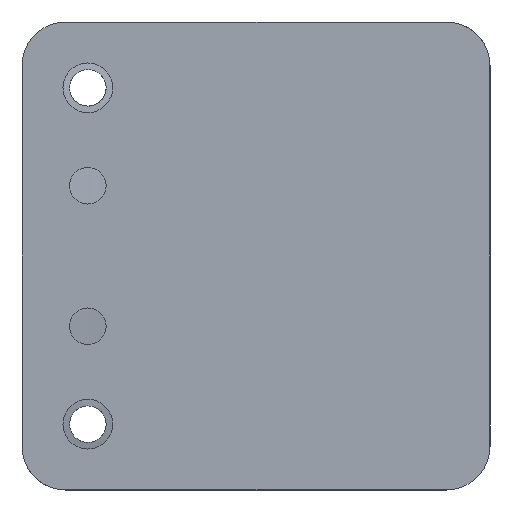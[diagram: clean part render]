
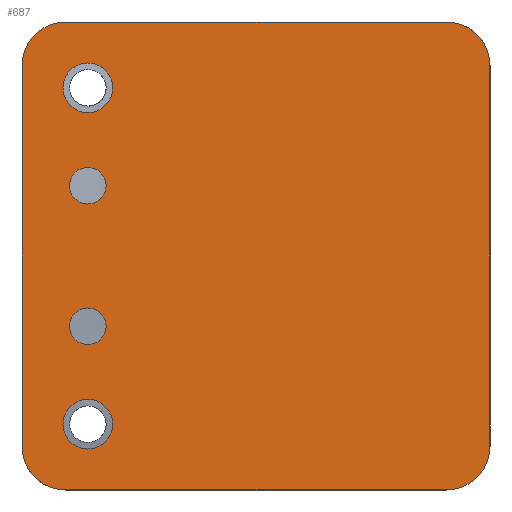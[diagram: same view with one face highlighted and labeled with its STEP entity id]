
A CAD part, front view. The second image highlights one B-rep face of the part: STEP entity #687.
In plain terms, the highlighted planar face has unit normal (0, -1, 0).
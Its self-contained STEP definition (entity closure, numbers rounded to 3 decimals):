
#42 = VERTEX_POINT ( 'NONE', #2398 ) ;
#106 = DIRECTION ( 'NONE',  ( 0., 0., -1. ) ) ;
#122 = DIRECTION ( 'NONE',  ( 0., 0., 1. ) ) ;
#146 = VERTEX_POINT ( 'NONE', #3463 ) ;
#177 = FACE_BOUND ( 'NONE', #2999, .T. ) ;
#178 = CARTESIAN_POINT ( 'NONE',  ( 6.5, 0., -8. ) ) ;
#187 = CIRCLE ( 'NONE', #2607, 0.625 ) ;
#191 = CARTESIAN_POINT ( 'NONE',  ( -5.75, 0., 1.775 ) ) ;
#197 = CARTESIAN_POINT ( 'NONE',  ( 0., 0., 0. ) ) ;
#209 = EDGE_CURVE ( 'NONE', #1252, #1033, #2764, .T. ) ;
#212 = FACE_BOUND ( 'NONE', #1608, .T. ) ;
#366 = EDGE_CURVE ( 'NONE', #1471, #888, #1631, .T. ) ;
#396 = DIRECTION ( 'NONE',  ( 0., 0., 1. ) ) ;
#399 = DIRECTION ( 'NONE',  ( 0., 0., 1. ) ) ;
#402 = DIRECTION ( 'NONE',  ( 0., 0., 1. ) ) ;
#413 = CARTESIAN_POINT ( 'NONE',  ( 6.5, 0., 6.5 ) ) ;
#433 = CARTESIAN_POINT ( 'NONE',  ( -5.75, 0., -2.4 ) ) ;
#445 = EDGE_CURVE ( 'NONE', #1047, #3107, #2706, .T. ) ;
#478 = ORIENTED_EDGE ( 'NONE', *, *, #838, .T. ) ;
#486 = EDGE_LOOP ( 'NONE', ( #2105, #618, #1889, #478, #1597, #1273, #2898, #558 ) ) ;
#516 = AXIS2_PLACEMENT_3D ( 'NONE', #869, #1952, #3022 ) ;
#517 = CARTESIAN_POINT ( 'NONE',  ( -6.5, 0., -6.5 ) ) ;
#544 = DIRECTION ( 'NONE',  ( 0., 0., -1. ) ) ;
#549 = DIRECTION ( 'NONE',  ( 0., 0., 1. ) ) ;
#558 = ORIENTED_EDGE ( 'NONE', *, *, #2089, .T. ) ;
#618 = ORIENTED_EDGE ( 'NONE', *, *, #3037, .T. ) ;
#648 = DIRECTION ( 'NONE',  ( 0., 1., 0. ) ) ;
#666 = EDGE_CURVE ( 'NONE', #1728, #3107, #2608, .T. ) ;
#687 = ADVANCED_FACE ( 'NONE', ( #177, #212, #2910, #2334, #3398 ), #2071, .F. ) ;
#695 = VECTOR ( 'NONE', #1981, 1000. ) ;
#714 = AXIS2_PLACEMENT_3D ( 'NONE', #197, #1267, #2350 ) ;
#838 = EDGE_CURVE ( 'NONE', #1344, #1393, #987, .T. ) ;
#869 = CARTESIAN_POINT ( 'NONE',  ( -5.75, 0., -2.4 ) ) ;
#884 = EDGE_CURVE ( 'NONE', #2660, #1084, #2246, .T. ) ;
#888 = VERTEX_POINT ( 'NONE', #2314 ) ;
#893 = CARTESIAN_POINT ( 'NONE',  ( -8., 0., 6.5 ) ) ;
#912 = DIRECTION ( 'NONE',  ( 0., 1., 0. ) ) ;
#936 = DIRECTION ( 'NONE',  ( 0., 0., 1. ) ) ;
#946 = CARTESIAN_POINT ( 'NONE',  ( -5.75, 0., 2.4 ) ) ;
#954 = VERTEX_POINT ( 'NONE', #1229 ) ;
#975 = CARTESIAN_POINT ( 'NONE',  ( -5.75, 0., -6.6 ) ) ;
#979 = AXIS2_PLACEMENT_3D ( 'NONE', #2430, #2149, #1865 ) ;
#987 = CIRCLE ( 'NONE', #2187, 1.5 ) ;
#991 = ORIENTED_EDGE ( 'NONE', *, *, #2111, .F. ) ;
#1033 = VERTEX_POINT ( 'NONE', #3133 ) ;
#1038 = DIRECTION ( 'NONE',  ( 0., 0., 1. ) ) ;
#1047 = VERTEX_POINT ( 'NONE', #2858 ) ;
#1062 = CARTESIAN_POINT ( 'NONE',  ( -5.75, 0., 4.9 ) ) ;
#1084 = VERTEX_POINT ( 'NONE', #975 ) ;
#1097 = DIRECTION ( 'NONE',  ( 0., 0., 1. ) ) ;
#1098 = CIRCLE ( 'NONE', #979, 0.85 ) ;
#1140 = CIRCLE ( 'NONE', #516, 0.625 ) ;
#1145 = EDGE_CURVE ( 'NONE', #1084, #2660, #1098, .T. ) ;
#1199 = CARTESIAN_POINT ( 'NONE',  ( -8., 0., 8. ) ) ;
#1229 = CARTESIAN_POINT ( 'NONE',  ( -5.75, 0., 3.025 ) ) ;
#1233 = DIRECTION ( 'NONE',  ( 0., 0., -1. ) ) ;
#1252 = VERTEX_POINT ( 'NONE', #1062 ) ;
#1267 = DIRECTION ( 'NONE',  ( 0., 1., 0. ) ) ;
#1270 = EDGE_CURVE ( 'NONE', #1033, #1252, #1893, .T. ) ;
#1273 = ORIENTED_EDGE ( 'NONE', *, *, #445, .T. ) ;
#1275 = DIRECTION ( 'NONE',  ( 0., 0., -1. ) ) ;
#1301 = AXIS2_PLACEMENT_3D ( 'NONE', #946, #2036, #1233 ) ;
#1344 = VERTEX_POINT ( 'NONE', #3329 ) ;
#1393 = VERTEX_POINT ( 'NONE', #893 ) ;
#1423 = AXIS2_PLACEMENT_3D ( 'NONE', #2756, #2983, #549 ) ;
#1431 = CARTESIAN_POINT ( 'NONE',  ( -6.5, 0., 6.5 ) ) ;
#1449 = AXIS2_PLACEMENT_3D ( 'NONE', #2016, #912, #122 ) ;
#1471 = VERTEX_POINT ( 'NONE', #3146 ) ;
#1496 = LINE ( 'NONE', #1199, #695 ) ;
#1513 = LINE ( 'NONE', #1714, #2225 ) ;
#1518 = ORIENTED_EDGE ( 'NONE', *, *, #366, .F. ) ;
#1552 = CARTESIAN_POINT ( 'NONE',  ( -6.5, 0., -8. ) ) ;
#1588 = EDGE_CURVE ( 'NONE', #1047, #1393, #3460, .T. ) ;
#1597 = ORIENTED_EDGE ( 'NONE', *, *, #1588, .F. ) ;
#1608 = EDGE_LOOP ( 'NONE', ( #2881, #2548 ) ) ;
#1631 = CIRCLE ( 'NONE', #2532, 0.625 ) ;
#1705 = CIRCLE ( 'NONE', #1423, 1.5 ) ;
#1714 = CARTESIAN_POINT ( 'NONE',  ( 8., 0., -8. ) ) ;
#1728 = VERTEX_POINT ( 'NONE', #178 ) ;
#1732 = ORIENTED_EDGE ( 'NONE', *, *, #1788, .F. ) ;
#1739 = DIRECTION ( 'NONE',  ( 0., 1., 0. ) ) ;
#1788 = EDGE_CURVE ( 'NONE', #954, #2331, #2828, .T. ) ;
#1821 = ORIENTED_EDGE ( 'NONE', *, *, #2561, .F. ) ;
#1828 = EDGE_LOOP ( 'NONE', ( #2771, #2792 ) ) ;
#1865 = DIRECTION ( 'NONE',  ( 0., 0., 1. ) ) ;
#1889 = ORIENTED_EDGE ( 'NONE', *, *, #2268, .F. ) ;
#1893 = CIRCLE ( 'NONE', #2960, 0.85 ) ;
#1929 = VERTEX_POINT ( 'NONE', #2682 ) ;
#1952 = DIRECTION ( 'NONE',  ( 0., -1., 0. ) ) ;
#1954 = CIRCLE ( 'NONE', #3018, 1.5 ) ;
#1981 = DIRECTION ( 'NONE',  ( 1., 0., 0. ) ) ;
#2016 = CARTESIAN_POINT ( 'NONE',  ( -5.75, 0., -5.75 ) ) ;
#2036 = DIRECTION ( 'NONE',  ( 0., -1., 0. ) ) ;
#2071 = PLANE ( 'NONE',  #714 ) ;
#2085 = CARTESIAN_POINT ( 'NONE',  ( -8., 0., -8. ) ) ;
#2089 = EDGE_CURVE ( 'NONE', #1728, #42, #1705, .T. ) ;
#2105 = ORIENTED_EDGE ( 'NONE', *, *, #2252, .F. ) ;
#2111 = EDGE_CURVE ( 'NONE', #888, #1471, #1140, .T. ) ;
#2123 = VECTOR ( 'NONE', #3153, 1000. ) ;
#2149 = DIRECTION ( 'NONE',  ( 0., 1., 0. ) ) ;
#2187 = AXIS2_PLACEMENT_3D ( 'NONE', #1431, #2822, #402 ) ;
#2225 = VECTOR ( 'NONE', #106, 1000. ) ;
#2246 = CIRCLE ( 'NONE', #1449, 0.85 ) ;
#2247 = CARTESIAN_POINT ( 'NONE',  ( -5.75, 0., -4.9 ) ) ;
#2252 = EDGE_CURVE ( 'NONE', #146, #42, #1513, .T. ) ;
#2258 = EDGE_LOOP ( 'NONE', ( #1518, #991 ) ) ;
#2268 = EDGE_CURVE ( 'NONE', #1344, #1929, #1496, .T. ) ;
#2274 = DIRECTION ( 'NONE',  ( 0., -1., 0. ) ) ;
#2314 = CARTESIAN_POINT ( 'NONE',  ( -5.75, 0., -1.775 ) ) ;
#2331 = VERTEX_POINT ( 'NONE', #191 ) ;
#2334 = FACE_OUTER_BOUND ( 'NONE', #486, .T. ) ;
#2350 = DIRECTION ( 'NONE',  ( 0., 0., 1. ) ) ;
#2366 = AXIS2_PLACEMENT_3D ( 'NONE', #3359, #648, #936 ) ;
#2398 = CARTESIAN_POINT ( 'NONE',  ( 8., 0., -6.5 ) ) ;
#2430 = CARTESIAN_POINT ( 'NONE',  ( -5.75, 0., -5.75 ) ) ;
#2435 = VECTOR ( 'NONE', #1038, 1000. ) ;
#2444 = DIRECTION ( 'NONE',  ( 0., -1., 0. ) ) ;
#2517 = CARTESIAN_POINT ( 'NONE',  ( -5.75, 0., 5.75 ) ) ;
#2532 = AXIS2_PLACEMENT_3D ( 'NONE', #433, #3128, #1275 ) ;
#2548 = ORIENTED_EDGE ( 'NONE', *, *, #1145, .T. ) ;
#2561 = EDGE_CURVE ( 'NONE', #2331, #954, #187, .T. ) ;
#2607 = AXIS2_PLACEMENT_3D ( 'NONE', #2959, #3257, #544 ) ;
#2608 = LINE ( 'NONE', #2085, #2123 ) ;
#2660 = VERTEX_POINT ( 'NONE', #2247 ) ;
#2682 = CARTESIAN_POINT ( 'NONE',  ( 6.5, 0., 8. ) ) ;
#2706 = CIRCLE ( 'NONE', #3429, 1.5 ) ;
#2756 = CARTESIAN_POINT ( 'NONE',  ( 6.5, 0., -6.5 ) ) ;
#2764 = CIRCLE ( 'NONE', #2366, 0.85 ) ;
#2771 = ORIENTED_EDGE ( 'NONE', *, *, #1270, .T. ) ;
#2792 = ORIENTED_EDGE ( 'NONE', *, *, #209, .T. ) ;
#2822 = DIRECTION ( 'NONE',  ( 0., -1., 0. ) ) ;
#2828 = CIRCLE ( 'NONE', #1301, 0.625 ) ;
#2858 = CARTESIAN_POINT ( 'NONE',  ( -8., 0., -6.5 ) ) ;
#2881 = ORIENTED_EDGE ( 'NONE', *, *, #884, .T. ) ;
#2898 = ORIENTED_EDGE ( 'NONE', *, *, #666, .F. ) ;
#2910 = FACE_BOUND ( 'NONE', #1828, .T. ) ;
#2954 = CARTESIAN_POINT ( 'NONE',  ( -8., 0., -8. ) ) ;
#2959 = CARTESIAN_POINT ( 'NONE',  ( -5.75, 0., 2.4 ) ) ;
#2960 = AXIS2_PLACEMENT_3D ( 'NONE', #2517, #1739, #399 ) ;
#2983 = DIRECTION ( 'NONE',  ( 0., -1., 0. ) ) ;
#2999 = EDGE_LOOP ( 'NONE', ( #1821, #1732 ) ) ;
#3018 = AXIS2_PLACEMENT_3D ( 'NONE', #413, #2274, #396 ) ;
#3022 = DIRECTION ( 'NONE',  ( 0., 0., -1. ) ) ;
#3037 = EDGE_CURVE ( 'NONE', #146, #1929, #1954, .T. ) ;
#3107 = VERTEX_POINT ( 'NONE', #1552 ) ;
#3128 = DIRECTION ( 'NONE',  ( 0., -1., 0. ) ) ;
#3133 = CARTESIAN_POINT ( 'NONE',  ( -5.75, 0., 6.6 ) ) ;
#3146 = CARTESIAN_POINT ( 'NONE',  ( -5.75, 0., -3.025 ) ) ;
#3153 = DIRECTION ( 'NONE',  ( -1., 0., 0. ) ) ;
#3257 = DIRECTION ( 'NONE',  ( 0., -1., 0. ) ) ;
#3329 = CARTESIAN_POINT ( 'NONE',  ( -6.5, 0., 8. ) ) ;
#3359 = CARTESIAN_POINT ( 'NONE',  ( -5.75, 0., 5.75 ) ) ;
#3398 = FACE_BOUND ( 'NONE', #2258, .T. ) ;
#3429 = AXIS2_PLACEMENT_3D ( 'NONE', #517, #2444, #1097 ) ;
#3460 = LINE ( 'NONE', #2954, #2435 ) ;
#3463 = CARTESIAN_POINT ( 'NONE',  ( 8., 0., 6.5 ) ) ;
